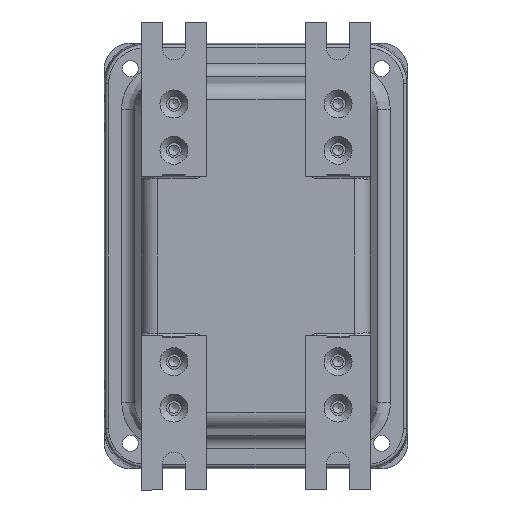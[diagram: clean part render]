
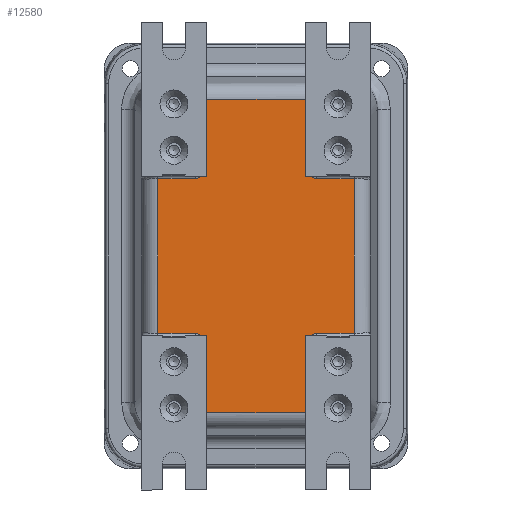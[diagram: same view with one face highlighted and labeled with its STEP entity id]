
A CAD part, left-side view. The second image highlights one B-rep face of the part: STEP entity #12580.
In plain terms, the highlighted face is planar.
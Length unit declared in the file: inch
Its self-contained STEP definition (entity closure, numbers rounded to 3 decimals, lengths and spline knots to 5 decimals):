
#1220=LINE('',#20970,#2229);
#1221=LINE('',#21003,#2230);
#1238=LINE('',#21379,#2247);
#1239=LINE('',#21412,#2248);
#1254=LINE('',#21770,#2263);
#1255=LINE('',#21803,#2264);
#1268=LINE('',#22165,#2277);
#1269=LINE('',#22167,#2278);
#1270=LINE('',#22169,#2279);
#1271=LINE('',#22171,#2280);
#1272=LINE('',#22172,#2281);
#1273=LINE('',#22173,#2282);
#2229=VECTOR('',#15071,0.3937);
#2230=VECTOR('',#15082,0.3937);
#2247=VECTOR('',#15175,0.3937);
#2248=VECTOR('',#15186,0.3937);
#2263=VECTOR('',#15277,0.3937);
#2264=VECTOR('',#15288,0.3937);
#2277=VECTOR('',#15395,0.3937);
#2278=VECTOR('',#15398,0.3937);
#2279=VECTOR('',#15401,0.3937);
#2280=VECTOR('',#15404,0.3937);
#2281=VECTOR('',#15405,0.3937);
#2282=VECTOR('',#15406,0.3937);
#2892=PLANE('',#13470);
#3174=ELLIPSE('',#13332,0.12534,0.125);
#3182=ELLIPSE('',#13375,0.12534,0.125);
#3190=ELLIPSE('',#13418,0.12534,0.125);
#3200=ELLIPSE('',#13462,0.12534,0.125);
#3855=FACE_OUTER_BOUND('',#4675,.T.);
#4675=EDGE_LOOP('',(#10337,#10338,#10339,#10340,#10341,#10342,#10343,#10344,
#10345,#10346,#10347,#10348,#10349,#10350,#10351,#10352));
#5950=VERTEX_POINT('',#20615);
#5981=VERTEX_POINT('',#20967);
#5982=VERTEX_POINT('',#20969);
#5983=VERTEX_POINT('',#20997);
#5984=VERTEX_POINT('',#21001);
#6013=VERTEX_POINT('',#21376);
#6014=VERTEX_POINT('',#21378);
#6015=VERTEX_POINT('',#21406);
#6016=VERTEX_POINT('',#21410);
#6041=VERTEX_POINT('',#21767);
#6042=VERTEX_POINT('',#21769);
#6043=VERTEX_POINT('',#21797);
#6044=VERTEX_POINT('',#21801);
#6065=VERTEX_POINT('',#22125);
#6066=VERTEX_POINT('',#22127);
#6067=VERTEX_POINT('',#22160);
#7431=EDGE_CURVE('',#5981,#5982,#1220,.T.);
#7434=EDGE_CURVE('',#5983,#5981,#3174,.T.);
#7436=EDGE_CURVE('',#5984,#5983,#1221,.T.);
#7485=EDGE_CURVE('',#6013,#6014,#1238,.T.);
#7488=EDGE_CURVE('',#6015,#6013,#3182,.T.);
#7490=EDGE_CURVE('',#6016,#6015,#1239,.T.);
#7536=EDGE_CURVE('',#6041,#6042,#1254,.T.);
#7539=EDGE_CURVE('',#6043,#6041,#3190,.T.);
#7541=EDGE_CURVE('',#6044,#6043,#1255,.T.);
#7584=EDGE_CURVE('',#6065,#6066,#3200,.T.);
#7589=EDGE_CURVE('',#6066,#6067,#1268,.T.);
#7590=EDGE_CURVE('',#5950,#6065,#1269,.T.);
#7591=EDGE_CURVE('',#6067,#6044,#1270,.T.);
#7592=EDGE_CURVE('',#5982,#5950,#1271,.T.);
#7593=EDGE_CURVE('',#6014,#5984,#1272,.T.);
#7594=EDGE_CURVE('',#6042,#6016,#1273,.T.);
#10337=ORIENTED_EDGE('',*,*,#7589,.F.);
#10338=ORIENTED_EDGE('',*,*,#7584,.F.);
#10339=ORIENTED_EDGE('',*,*,#7590,.F.);
#10340=ORIENTED_EDGE('',*,*,#7592,.F.);
#10341=ORIENTED_EDGE('',*,*,#7431,.F.);
#10342=ORIENTED_EDGE('',*,*,#7434,.F.);
#10343=ORIENTED_EDGE('',*,*,#7436,.F.);
#10344=ORIENTED_EDGE('',*,*,#7593,.F.);
#10345=ORIENTED_EDGE('',*,*,#7485,.F.);
#10346=ORIENTED_EDGE('',*,*,#7488,.F.);
#10347=ORIENTED_EDGE('',*,*,#7490,.F.);
#10348=ORIENTED_EDGE('',*,*,#7594,.F.);
#10349=ORIENTED_EDGE('',*,*,#7536,.F.);
#10350=ORIENTED_EDGE('',*,*,#7539,.F.);
#10351=ORIENTED_EDGE('',*,*,#7541,.F.);
#10352=ORIENTED_EDGE('',*,*,#7591,.F.);
#12580=ADVANCED_FACE('',(#3855),#2892,.T.);
#13332=AXIS2_PLACEMENT_3D('',#20999,#15076,#15077);
#13375=AXIS2_PLACEMENT_3D('',#21408,#15180,#15181);
#13418=AXIS2_PLACEMENT_3D('',#21799,#15282,#15283);
#13462=AXIS2_PLACEMENT_3D('',#22128,#15383,#15384);
#13470=AXIS2_PLACEMENT_3D('',#22170,#15402,#15403);
#15071=DIRECTION('',(-1.,0.,0.));
#15076=DIRECTION('center_axis',(0.,-1.,0.));
#15077=DIRECTION('ref_axis',(0.707,0.,0.707));
#15082=DIRECTION('',(0.,0.,1.));
#15175=DIRECTION('',(0.,0.,-1.));
#15180=DIRECTION('center_axis',(0.,-1.,0.));
#15181=DIRECTION('ref_axis',(-0.707,0.,0.707));
#15186=DIRECTION('',(-1.,0.,0.));
#15277=DIRECTION('',(1.,0.,0.));
#15282=DIRECTION('center_axis',(0.,-1.,0.));
#15283=DIRECTION('ref_axis',(-0.707,0.,-0.707));
#15288=DIRECTION('',(0.,0.,-1.));
#15383=DIRECTION('center_axis',(0.,-1.,0.));
#15384=DIRECTION('ref_axis',(0.707,0.,-0.707));
#15395=DIRECTION('',(0.,0.,1.));
#15398=DIRECTION('',(1.,0.,0.));
#15401=DIRECTION('',(1.,0.,0.));
#15402=DIRECTION('center_axis',(0.,-1.,0.));
#15403=DIRECTION('ref_axis',(0.,0.,-1.));
#15404=DIRECTION('',(0.,0.,1.));
#15405=DIRECTION('',(-1.,0.,0.));
#15406=DIRECTION('',(0.,0.,-1.));
#20615=CARTESIAN_POINT('',(-1.86541,-3.46875,1.46703));
#20967=CARTESIAN_POINT('',(-1.15436,-3.46875,-1.46703));
#20969=CARTESIAN_POINT('',(-1.86541,-3.46875,-1.46703));
#20970=CARTESIAN_POINT('',(-0.54688,-3.46875,-1.46703));
#20997=CARTESIAN_POINT('',(-1.02953,-3.46875,-1.59186));
#20999=CARTESIAN_POINT('Origin',(-1.1547,-3.46875,-1.5922));
#21001=CARTESIAN_POINT('',(-1.02953,-3.46875,-2.97478));
#21003=CARTESIAN_POINT('',(-1.02953,-3.46875,-1.72656));
#21376=CARTESIAN_POINT('',(1.02953,-3.46875,-1.59186));
#21378=CARTESIAN_POINT('',(1.02953,-3.46875,-2.97478));
#21379=CARTESIAN_POINT('',(1.02953,-3.46875,-0.76563));
#21406=CARTESIAN_POINT('',(1.15436,-3.46875,-1.46703));
#21408=CARTESIAN_POINT('Origin',(1.1547,-3.46875,-1.5922));
#21410=CARTESIAN_POINT('',(1.86541,-3.46875,-1.46703));
#21412=CARTESIAN_POINT('',(1.17188,-3.46875,-1.46703));
#21767=CARTESIAN_POINT('',(1.15436,-3.46875,1.46703));
#21769=CARTESIAN_POINT('',(1.86541,-3.46875,1.46703));
#21770=CARTESIAN_POINT('',(0.54687,-3.46875,1.46703));
#21797=CARTESIAN_POINT('',(1.02953,-3.46875,1.59186));
#21799=CARTESIAN_POINT('Origin',(1.1547,-3.46875,1.5922));
#21801=CARTESIAN_POINT('',(1.02953,-3.46875,2.97478));
#21803=CARTESIAN_POINT('',(1.02953,-3.46875,1.72656));
#22125=CARTESIAN_POINT('',(-1.15436,-3.46875,1.46703));
#22127=CARTESIAN_POINT('',(-1.02953,-3.46875,1.59186));
#22128=CARTESIAN_POINT('Origin',(-1.1547,-3.46875,1.5922));
#22160=CARTESIAN_POINT('',(-1.02953,-3.46875,2.97478));
#22165=CARTESIAN_POINT('',(-1.02953,-3.46875,0.76563));
#22167=CARTESIAN_POINT('',(-1.17188,-3.46875,1.46703));
#22169=CARTESIAN_POINT('',(1.17188,-3.46875,2.97478));
#22170=CARTESIAN_POINT('Origin',(0.,-3.46875,0.));
#22171=CARTESIAN_POINT('',(-1.86541,-3.46875,1.72656));
#22172=CARTESIAN_POINT('',(-1.17188,-3.46875,-2.97478));
#22173=CARTESIAN_POINT('',(1.86541,-3.46875,-1.72656));
